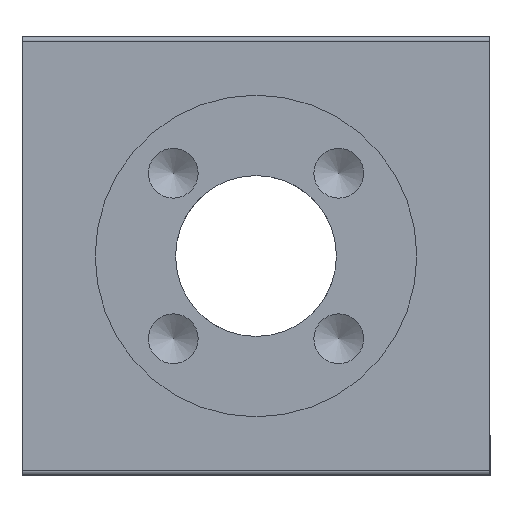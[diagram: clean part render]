
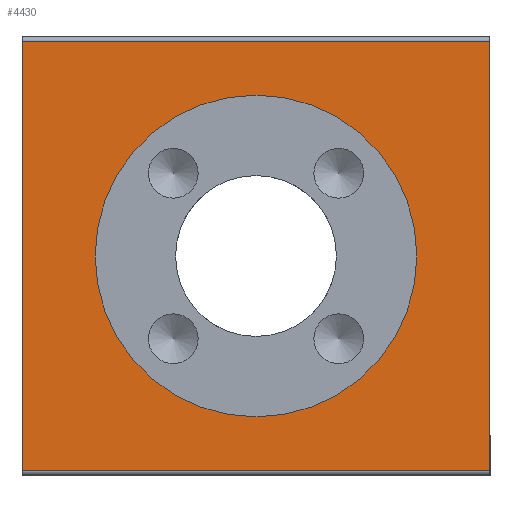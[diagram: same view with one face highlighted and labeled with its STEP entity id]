
A CAD part, left-side view. The second image highlights one B-rep face of the part: STEP entity #4430.
In plain terms, the highlighted planar face has unit normal (-1, 0, 0).
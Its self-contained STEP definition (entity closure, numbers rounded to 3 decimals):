
#44 = PLANE('',#45);
#45 = AXIS2_PLACEMENT_3D('',#46,#47,#48);
#46 = CARTESIAN_POINT('',(22.5,0.,15.));
#47 = DIRECTION('',(0.,-1.,0.));
#48 = DIRECTION('',(0.,0.,-1.));
#72 = CYLINDRICAL_SURFACE('',#73,0.3);
#73 = AXIS2_PLACEMENT_3D('',#74,#75,#76);
#74 = CARTESIAN_POINT('',(0.3,0.,0.3));
#75 = DIRECTION('',(-0.,1.,0.));
#76 = DIRECTION('',(0.,0.,-1.));
#100 = PLANE('',#101);
#101 = AXIS2_PLACEMENT_3D('',#102,#103,#104);
#102 = CARTESIAN_POINT('',(22.5,32.,15.));
#103 = DIRECTION('',(0.,-1.,0.));
#104 = DIRECTION('',(0.,0.,-1.));
#141 = EDGE_CURVE('',#142,#144,#146,.T.);
#142 = VERTEX_POINT('',#143);
#143 = CARTESIAN_POINT('',(0.,0.,29.7)
  );
#144 = VERTEX_POINT('',#145);
#145 = CARTESIAN_POINT('',(0.,0.,0.3));
#146 = SURFACE_CURVE('',#147,(#151,#158),.PCURVE_S1.);
#147 = LINE('',#148,#149);
#148 = CARTESIAN_POINT('',(0.,0.,30.));
#149 = VECTOR('',#150,1.);
#150 = DIRECTION('',(0.,0.,-1.));
#151 = PCURVE('',#44,#152);
#152 = DEFINITIONAL_REPRESENTATION('',(#153),#157);
#153 = LINE('',#154,#155);
#154 = CARTESIAN_POINT('',(-15.,-22.5));
#155 = VECTOR('',#156,1.);
#156 = DIRECTION('',(1.,0.));
#157 = ( GEOMETRIC_REPRESENTATION_CONTEXT(2) 
PARAMETRIC_REPRESENTATION_CONTEXT() REPRESENTATION_CONTEXT('2D SPACE',''
  ) );
#158 = PCURVE('',#159,#164);
#159 = PLANE('',#160);
#160 = AXIS2_PLACEMENT_3D('',#161,#162,#163);
#161 = CARTESIAN_POINT('',(0.,0.,30.));
#162 = DIRECTION('',(-1.,0.,0.));
#163 = DIRECTION('',(0.,0.,-1.));
#164 = DEFINITIONAL_REPRESENTATION('',(#165),#169);
#165 = LINE('',#166,#167);
#166 = CARTESIAN_POINT('',(0.,0.));
#167 = VECTOR('',#168,1.);
#168 = DIRECTION('',(1.,0.));
#169 = ( GEOMETRIC_REPRESENTATION_CONTEXT(2) 
PARAMETRIC_REPRESENTATION_CONTEXT() REPRESENTATION_CONTEXT('2D SPACE',''
  ) );
#2438 = CYLINDRICAL_SURFACE('',#2439,0.3);
#2439 = AXIS2_PLACEMENT_3D('',#2440,#2441,#2442);
#2440 = CARTESIAN_POINT('',(0.3,0.,29.7));
#2441 = DIRECTION('',(-0.,1.,0.));
#2442 = DIRECTION('',(-1.,0.,0.));
#2454 = EDGE_CURVE('',#144,#2455,#2457,.T.);
#2455 = VERTEX_POINT('',#2456);
#2456 = CARTESIAN_POINT('',(0.,32.,0.3));
#2457 = SURFACE_CURVE('',#2458,(#2462,#2469),.PCURVE_S1.);
#2458 = LINE('',#2459,#2460);
#2459 = CARTESIAN_POINT('',(0.,0.,0.3));
#2460 = VECTOR('',#2461,1.);
#2461 = DIRECTION('',(-0.,1.,0.));
#2462 = PCURVE('',#72,#2463);
#2463 = DEFINITIONAL_REPRESENTATION('',(#2464),#2468);
#2464 = LINE('',#2465,#2466);
#2465 = CARTESIAN_POINT('',(1.571,0.));
#2466 = VECTOR('',#2467,1.);
#2467 = DIRECTION('',(0.,1.));
#2468 = ( GEOMETRIC_REPRESENTATION_CONTEXT(2) 
PARAMETRIC_REPRESENTATION_CONTEXT() REPRESENTATION_CONTEXT('2D SPACE',''
  ) );
#2469 = PCURVE('',#159,#2470);
#2470 = DEFINITIONAL_REPRESENTATION('',(#2471),#2475);
#2471 = LINE('',#2472,#2473);
#2472 = CARTESIAN_POINT('',(29.7,0.));
#2473 = VECTOR('',#2474,1.);
#2474 = DIRECTION('',(0.,-1.));
#2475 = ( GEOMETRIC_REPRESENTATION_CONTEXT(2) 
PARAMETRIC_REPRESENTATION_CONTEXT() REPRESENTATION_CONTEXT('2D SPACE',''
  ) );
#2557 = EDGE_CURVE('',#2558,#2455,#2560,.T.);
#2558 = VERTEX_POINT('',#2559);
#2559 = CARTESIAN_POINT('',(0.,32.,29.7));
#2560 = SURFACE_CURVE('',#2561,(#2565,#2572),.PCURVE_S1.);
#2561 = LINE('',#2562,#2563);
#2562 = CARTESIAN_POINT('',(0.,32.,30.));
#2563 = VECTOR('',#2564,1.);
#2564 = DIRECTION('',(0.,0.,-1.));
#2565 = PCURVE('',#100,#2566);
#2566 = DEFINITIONAL_REPRESENTATION('',(#2567),#2571);
#2567 = LINE('',#2568,#2569);
#2568 = CARTESIAN_POINT('',(-15.,-22.5));
#2569 = VECTOR('',#2570,1.);
#2570 = DIRECTION('',(1.,0.));
#2571 = ( GEOMETRIC_REPRESENTATION_CONTEXT(2) 
PARAMETRIC_REPRESENTATION_CONTEXT() REPRESENTATION_CONTEXT('2D SPACE',''
  ) );
#2572 = PCURVE('',#159,#2573);
#2573 = DEFINITIONAL_REPRESENTATION('',(#2574),#2578);
#2574 = LINE('',#2575,#2576);
#2575 = CARTESIAN_POINT('',(0.,-32.));
#2576 = VECTOR('',#2577,1.);
#2577 = DIRECTION('',(1.,0.));
#2578 = ( GEOMETRIC_REPRESENTATION_CONTEXT(2) 
PARAMETRIC_REPRESENTATION_CONTEXT() REPRESENTATION_CONTEXT('2D SPACE',''
  ) );
#4430 = ADVANCED_FACE('',(#4431,#4457),#159,.T.);
#4431 = FACE_BOUND('',#4432,.T.);
#4432 = EDGE_LOOP('',(#4433,#4434,#4455,#4456));
#4433 = ORIENTED_EDGE('',*,*,#141,.F.);
#4434 = ORIENTED_EDGE('',*,*,#4435,.T.);
#4435 = EDGE_CURVE('',#142,#2558,#4436,.T.);
#4436 = SURFACE_CURVE('',#4437,(#4441,#4448),.PCURVE_S1.);
#4437 = LINE('',#4438,#4439);
#4438 = CARTESIAN_POINT('',(0.,0.,29.7)
  );
#4439 = VECTOR('',#4440,1.);
#4440 = DIRECTION('',(-0.,1.,0.));
#4441 = PCURVE('',#159,#4442);
#4442 = DEFINITIONAL_REPRESENTATION('',(#4443),#4447);
#4443 = LINE('',#4444,#4445);
#4444 = CARTESIAN_POINT('',(0.3,0.));
#4445 = VECTOR('',#4446,1.);
#4446 = DIRECTION('',(0.,-1.));
#4447 = ( GEOMETRIC_REPRESENTATION_CONTEXT(2) 
PARAMETRIC_REPRESENTATION_CONTEXT() REPRESENTATION_CONTEXT('2D SPACE',''
  ) );
#4448 = PCURVE('',#2438,#4449);
#4449 = DEFINITIONAL_REPRESENTATION('',(#4450),#4454);
#4450 = LINE('',#4451,#4452);
#4451 = CARTESIAN_POINT('',(0.,0.));
#4452 = VECTOR('',#4453,1.);
#4453 = DIRECTION('',(0.,1.));
#4454 = ( GEOMETRIC_REPRESENTATION_CONTEXT(2) 
PARAMETRIC_REPRESENTATION_CONTEXT() REPRESENTATION_CONTEXT('2D SPACE',''
  ) );
#4455 = ORIENTED_EDGE('',*,*,#2557,.T.);
#4456 = ORIENTED_EDGE('',*,*,#2454,.F.);
#4457 = FACE_BOUND('',#4458,.T.);
#4458 = EDGE_LOOP('',(#4459));
#4459 = ORIENTED_EDGE('',*,*,#4460,.F.);
#4460 = EDGE_CURVE('',#4461,#4461,#4463,.T.);
#4461 = VERTEX_POINT('',#4462);
#4462 = CARTESIAN_POINT('',(0.,5.,15.));
#4463 = SURFACE_CURVE('',#4464,(#4469,#4476),.PCURVE_S1.);
#4464 = CIRCLE('',#4465,11.);
#4465 = AXIS2_PLACEMENT_3D('',#4466,#4467,#4468);
#4466 = CARTESIAN_POINT('',(0.,16.,15.));
#4467 = DIRECTION('',(-1.,0.,0.));
#4468 = DIRECTION('',(0.,-1.,0.));
#4469 = PCURVE('',#159,#4470);
#4470 = DEFINITIONAL_REPRESENTATION('',(#4471),#4475);
#4471 = CIRCLE('',#4472,11.);
#4472 = AXIS2_PLACEMENT_2D('',#4473,#4474);
#4473 = CARTESIAN_POINT('',(15.,-16.));
#4474 = DIRECTION('',(0.,1.));
#4475 = ( GEOMETRIC_REPRESENTATION_CONTEXT(2) 
PARAMETRIC_REPRESENTATION_CONTEXT() REPRESENTATION_CONTEXT('2D SPACE',''
  ) );
#4476 = PCURVE('',#4477,#4482);
#4477 = CYLINDRICAL_SURFACE('',#4478,11.);
#4478 = AXIS2_PLACEMENT_3D('',#4479,#4480,#4481);
#4479 = CARTESIAN_POINT('',(0.,16.,15.));
#4480 = DIRECTION('',(1.,0.,0.));
#4481 = DIRECTION('',(0.,-1.,0.));
#4482 = DEFINITIONAL_REPRESENTATION('',(#4483),#4487);
#4483 = LINE('',#4484,#4485);
#4484 = CARTESIAN_POINT('',(-0.,0.));
#4485 = VECTOR('',#4486,1.);
#4486 = DIRECTION('',(-1.,0.));
#4487 = ( GEOMETRIC_REPRESENTATION_CONTEXT(2) 
PARAMETRIC_REPRESENTATION_CONTEXT() REPRESENTATION_CONTEXT('2D SPACE',''
  ) );
